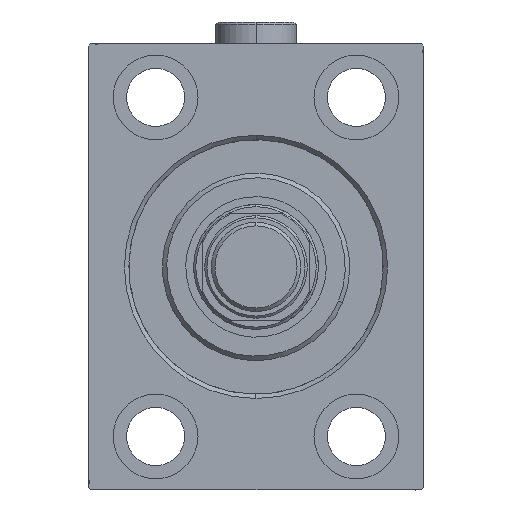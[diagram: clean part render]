
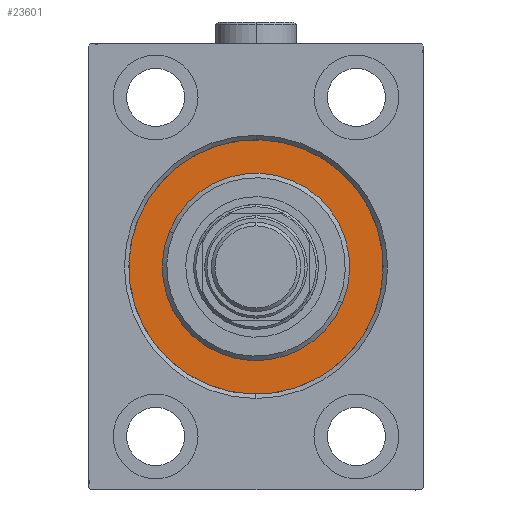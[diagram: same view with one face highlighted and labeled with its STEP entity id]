
A CAD part, left-side view. The second image highlights one B-rep face of the part: STEP entity #23601.
In plain terms, the highlighted face is planar.
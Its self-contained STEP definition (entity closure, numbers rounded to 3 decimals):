
#451 = VERTEX_POINT ( 'NONE', #21559 ) ;
#1950 = CARTESIAN_POINT ( 'NONE',  ( 0., 0., 0. ) ) ;
#2630 = AXIS2_PLACEMENT_3D ( 'NONE', #14623, #32033, #3989 ) ;
#3989 = DIRECTION ( 'NONE',  ( 0., 0., 1. ) ) ;
#5458 = EDGE_LOOP ( 'NONE', ( #18405, #27191 ) ) ;
#5980 = CARTESIAN_POINT ( 'NONE',  ( 0., 0., 0. ) ) ;
#7791 = ORIENTED_EDGE ( 'NONE', *, *, #33793, .F. ) ;
#9128 = DIRECTION ( 'NONE',  ( -1., 0., 0. ) ) ;
#9255 = AXIS2_PLACEMENT_3D ( 'NONE', #15996, #22722, #25964 ) ;
#12022 = EDGE_CURVE ( 'NONE', #26473, #36263, #16647, .T. ) ;
#13155 = DIRECTION ( 'NONE',  ( 0., 0., 1. ) ) ;
#14169 = AXIS2_PLACEMENT_3D ( 'NONE', #44916, #38453, #20821 ) ;
#14406 = FACE_OUTER_BOUND ( 'NONE', #41209, .T. ) ;
#14623 = CARTESIAN_POINT ( 'NONE',  ( 0., 0., 0. ) ) ;
#15996 = CARTESIAN_POINT ( 'NONE',  ( 0., 0., 0. ) ) ;
#16065 = DIRECTION ( 'NONE',  ( 0., 0., 1. ) ) ;
#16647 = CIRCLE ( 'NONE', #9255, 21. ) ;
#18405 = ORIENTED_EDGE ( 'NONE', *, *, #43912, .F. ) ;
#19056 = CARTESIAN_POINT ( 'NONE',  ( 0., 0., 28.5 ) ) ;
#19194 = VERTEX_POINT ( 'NONE', #19056 ) ;
#19835 = CIRCLE ( 'NONE', #23544, 28.5 ) ;
#19894 = CARTESIAN_POINT ( 'NONE',  ( 0., 0., 21. ) ) ;
#20821 = DIRECTION ( 'NONE',  ( 0., 0., -1. ) ) ;
#20940 = EDGE_CURVE ( 'NONE', #19194, #451, #28450, .T. ) ;
#21559 = CARTESIAN_POINT ( 'NONE',  ( 0., 0., -28.5 ) ) ;
#22722 = DIRECTION ( 'NONE',  ( 1., 0., 0. ) ) ;
#23544 = AXIS2_PLACEMENT_3D ( 'NONE', #5980, #23574, #13155 ) ;
#23574 = DIRECTION ( 'NONE',  ( -1., 0., 0. ) ) ;
#23601 = ADVANCED_FACE ( 'NONE', ( #35725, #14406 ), #36187, .F. ) ;
#25964 = DIRECTION ( 'NONE',  ( 0., 0., -1. ) ) ;
#26473 = VERTEX_POINT ( 'NONE', #42860 ) ;
#27191 = ORIENTED_EDGE ( 'NONE', *, *, #12022, .F. ) ;
#28450 = CIRCLE ( 'NONE', #44708, 28.5 ) ;
#32033 = DIRECTION ( 'NONE',  ( -1., 0., 0. ) ) ;
#33793 = EDGE_CURVE ( 'NONE', #451, #19194, #19835, .T. ) ;
#35725 = FACE_BOUND ( 'NONE', #5458, .T. ) ;
#36187 = PLANE ( 'NONE',  #2630 ) ;
#36263 = VERTEX_POINT ( 'NONE', #19894 ) ;
#36368 = CIRCLE ( 'NONE', #14169, 21. ) ;
#37819 = ORIENTED_EDGE ( 'NONE', *, *, #20940, .F. ) ;
#38453 = DIRECTION ( 'NONE',  ( 1., 0., 0. ) ) ;
#41209 = EDGE_LOOP ( 'NONE', ( #7791, #37819 ) ) ;
#42860 = CARTESIAN_POINT ( 'NONE',  ( 0., 0., -21. ) ) ;
#43912 = EDGE_CURVE ( 'NONE', #36263, #26473, #36368, .T. ) ;
#44708 = AXIS2_PLACEMENT_3D ( 'NONE', #1950, #9128, #16065 ) ;
#44916 = CARTESIAN_POINT ( 'NONE',  ( 0., 0., 0. ) ) ;
